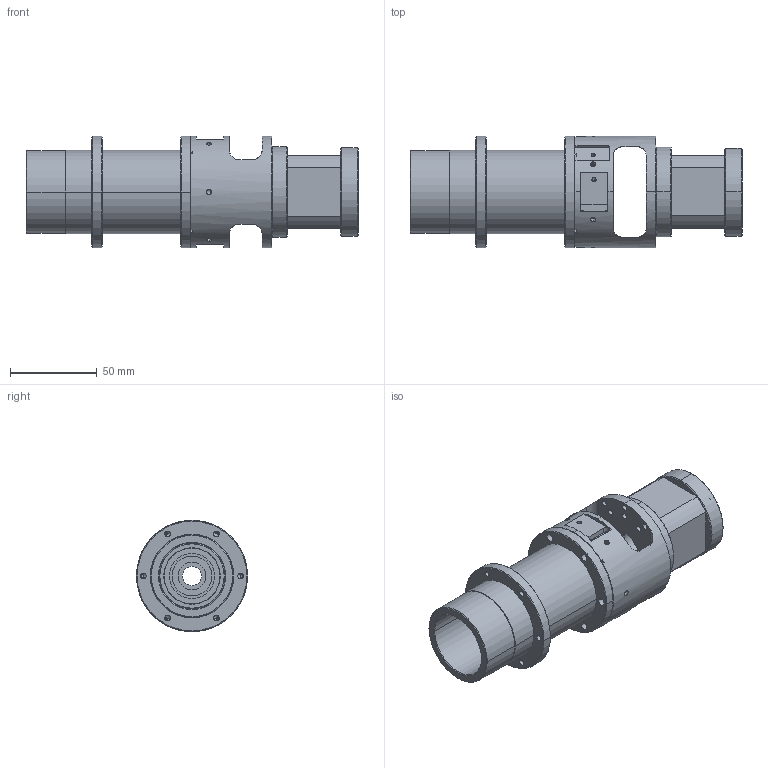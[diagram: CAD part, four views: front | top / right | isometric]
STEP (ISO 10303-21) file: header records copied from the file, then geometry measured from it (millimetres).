
FILE_DESCRIPTION (( 'STEP AP203' ), '1' );
FILE_NAME ('fast_jack_fixed.STEP', '2021-11-16T10:37:32', ( 'uesrf' ), ( '' ), 'SwSTEP 2.0', 'SolidWorks 2019', '' );
FILE_SCHEMA (( 'CONFIG_CONTROL_DESIGN' ));
Length unit declared in the file: millimetre
Products named in the file (1): fast_jack_fixed
Bounding box: 191.2 x 64 x 64 mm (x, y, z)
Volume: 207816.9 mm3; surface area: 100738.2 mm2
Topology: 6 solids, 6 shells, 684 faces, 2052 edges, 1322 vertices
Faces by surface type: cylinder 401, plane 219, cone 62, torus 2
Entity records: 24487 total; most frequent: CARTESIAN_POINT 4919, DIRECTION 4338, ORIENTED_EDGE 4064, EDGE_CURVE 2032, AXIS2_PLACEMENT_3D 1693, VERTEX_POINT 1322, CIRCLE 1008, VECTOR 952
